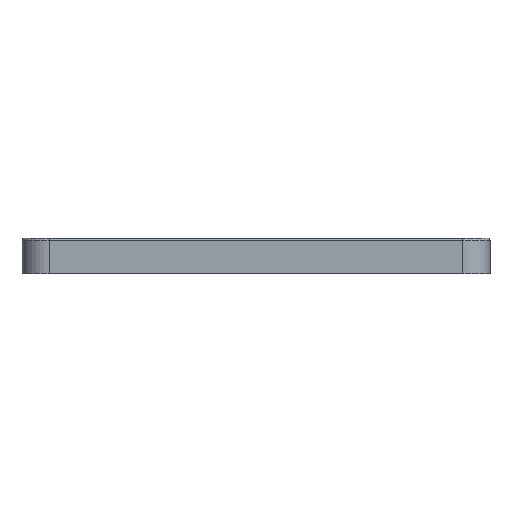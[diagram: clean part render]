
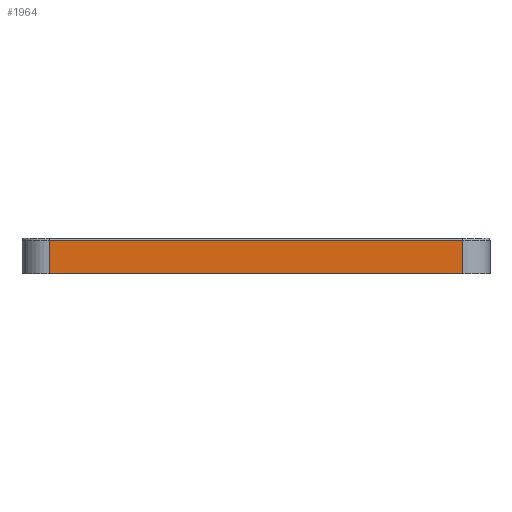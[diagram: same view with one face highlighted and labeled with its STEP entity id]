
A CAD part, left-side view. The second image highlights one B-rep face of the part: STEP entity #1964.
In plain terms, the highlighted planar face has unit normal (-1, 0, 0).
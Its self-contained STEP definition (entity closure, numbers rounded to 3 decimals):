
#211=FACE_OUTER_BOUND('',#336,.T.);
#336=EDGE_LOOP('',(#1766,#1767,#1768,#1769));
#394=LINE('',#3002,#559);
#403=LINE('',#3031,#568);
#486=LINE('',#3358,#651);
#490=LINE('',#3378,#655);
#559=VECTOR('',#2362,10.);
#568=VECTOR('',#2391,10.);
#651=VECTOR('',#2760,10.);
#655=VECTOR('',#2794,10.);
#844=VERTEX_POINT('',#2999);
#845=VERTEX_POINT('',#3001);
#855=VERTEX_POINT('',#3030);
#956=VERTEX_POINT('',#3353);
#1035=EDGE_CURVE('',#845,#844,#394,.T.);
#1050=EDGE_CURVE('',#845,#855,#403,.T.);
#1214=EDGE_CURVE('',#855,#956,#486,.T.);
#1224=EDGE_CURVE('',#956,#844,#490,.T.);
#1766=ORIENTED_EDGE('',*,*,#1035,.T.);
#1767=ORIENTED_EDGE('',*,*,#1224,.F.);
#1768=ORIENTED_EDGE('',*,*,#1214,.F.);
#1769=ORIENTED_EDGE('',*,*,#1050,.F.);
#1848=PLANE('',#2210);
#1964=ADVANCED_FACE('',(#211),#1848,.T.);
#2210=AXIS2_PLACEMENT_3D('',#3411,#2839,#2840);
#2362=DIRECTION('',(0.,-1.,0.));
#2391=DIRECTION('',(0.,0.,1.));
#2760=DIRECTION('',(0.,-1.,0.));
#2794=DIRECTION('',(0.,0.,-1.));
#2839=DIRECTION('center_axis',(-1.,0.,0.));
#2840=DIRECTION('ref_axis',(0.,-1.,0.));
#2999=CARTESIAN_POINT('',(2.93,7.54,-3.6));
#3001=CARTESIAN_POINT('',(2.93,83.58,-3.6));
#3002=CARTESIAN_POINT('',(2.93,67.07,-3.6));
#3030=CARTESIAN_POINT('',(2.93,83.58,2.5));
#3031=CARTESIAN_POINT('',(2.93,83.58,0.));
#3353=CARTESIAN_POINT('',(2.93,7.54,2.5));
#3358=CARTESIAN_POINT('',(2.93,67.07,2.5));
#3378=CARTESIAN_POINT('',(2.93,7.54,0.));
#3411=CARTESIAN_POINT('Origin',(2.93,88.58,0.));
